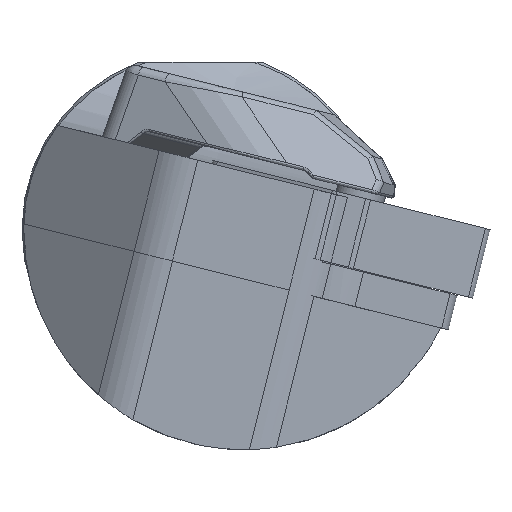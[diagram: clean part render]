
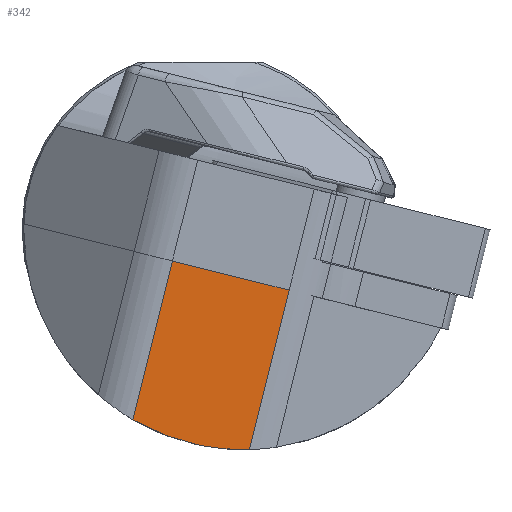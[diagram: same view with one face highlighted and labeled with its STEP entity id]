
A CAD part, left-side view. The second image highlights one B-rep face of the part: STEP entity #342.
In plain terms, the highlighted planar face has unit normal (-1, -0.003, -0.001).
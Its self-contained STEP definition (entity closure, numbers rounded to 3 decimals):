
#238=ELLIPSE('',#2158,19.75,19.75);
#342=ADVANCED_FACE('',(#505),#448,.F.);
#448=PLANE('',#2196);
#505=FACE_OUTER_BOUND('',#623,.T.);
#623=EDGE_LOOP('',(#945,#946,#947,#948));
#945=ORIENTED_EDGE('',*,*,#1671,.F.);
#946=ORIENTED_EDGE('',*,*,#1612,.T.);
#947=ORIENTED_EDGE('',*,*,#1670,.T.);
#948=ORIENTED_EDGE('',*,*,#1602,.T.);
#1415=VERTEX_POINT('',#3047);
#1416=VERTEX_POINT('',#3049);
#1424=VERTEX_POINT('',#3084);
#1425=VERTEX_POINT('',#3085);
#1602=EDGE_CURVE('',#1416,#1415,#238,.T.);
#1612=EDGE_CURVE('',#1424,#1425,#1884,.T.);
#1670=EDGE_CURVE('',#1425,#1416,#1899,.T.);
#1671=EDGE_CURVE('',#1424,#1415,#1900,.T.);
#1884=LINE('',#3083,#2021);
#1899=LINE('',#3592,#2036);
#1900=LINE('',#3594,#2037);
#2021=VECTOR('',#2429,1.);
#2036=VECTOR('',#2506,1.);
#2037=VECTOR('',#2509,1.);
#2158=AXIS2_PLACEMENT_3D('',#3048,#2414,#2415);
#2196=AXIS2_PLACEMENT_3D('',#3595,#2510,#2511);
#2414=DIRECTION('',(-1.,-0.003,-0.001));
#2415=DIRECTION('',(-0.003,0.97,0.242));
#2429=DIRECTION('',(-0.003,0.97,0.242));
#2506=DIRECTION('',(0.,0.242,-0.97));
#2509=DIRECTION('',(0.,0.242,-0.97));
#2510=DIRECTION('',(1.,0.003,0.001));
#2511=DIRECTION('',(-0.003,1.,0.));
#3047=CARTESIAN_POINT('',(0.453,-4.396,-19.744));
#3048=CARTESIAN_POINT('',(0.439,-3.9,0.));
#3049=CARTESIAN_POINT('',(0.423,6.051,-17.06));
#3083=CARTESIAN_POINT('',(0.423,2.501,-2.824));
#3084=CARTESIAN_POINT('',(0.453,-7.964,-5.433));
#3085=CARTESIAN_POINT('',(0.423,2.501,-2.824));
#3592=CARTESIAN_POINT('',(0.423,-98.529,402.386));
#3594=CARTESIAN_POINT('',(0.453,-108.994,399.777));
#3595=CARTESIAN_POINT('',(0.423,-98.529,402.386));
